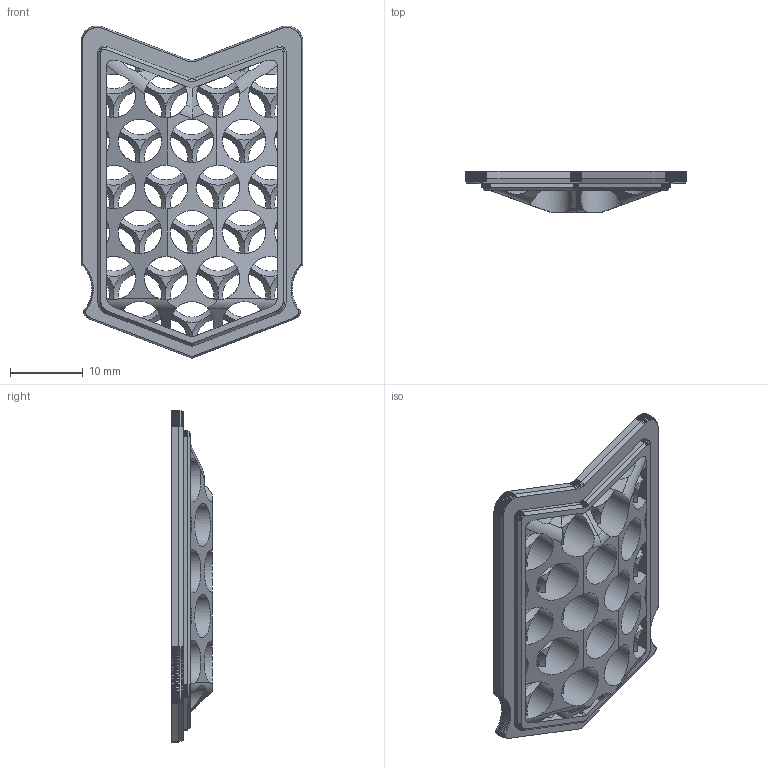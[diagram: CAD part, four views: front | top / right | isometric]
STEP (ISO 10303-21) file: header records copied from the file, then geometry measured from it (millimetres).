
FILE_DESCRIPTION(/* description */ (''),/* implementation_level */ '2;1');
FILE_NAME(/* name */ 'Grill T1 Insert Cheese Grater.step',/* time_stamp */ '2024-08-08T01:12:15+02:00',/* author */ (''),/* organization */ (''),/* preprocessor_version */ 'ST-DEVELOPER v20',/* originating_system */ 'Autodesk Translation Framework v13.14.0.145',/* authorisation */ '');
FILE_SCHEMA (('AUTOMOTIVE_DESIGN { 1 0 10303 214 3 1 1 }'));
Length unit declared in the file: millimetre
Products named in the file (1): Grill T1 Insert Cheese Grater
Bounding box: 30.4 x 5.6 x 45.5 mm (x, y, z)
Volume: 2489.2 mm3; surface area: 4081.6 mm2
Topology: 1 solids, 1 shells, 2090 faces, 4181 edges, 2032 vertices
Faces by surface type: plane 1910, cylinder 105, cone 75
Full cylindrical faces by diameter (mm): 5.95 x10
Entity records: 51367 total; most frequent: CARTESIAN_POINT 9344, DIRECTION 8605, ORIENTED_EDGE 8362, EDGE_CURVE 4181, LINE 3485, VECTOR 3485, AXIS2_PLACEMENT_3D 2560, EDGE_LOOP 2167
